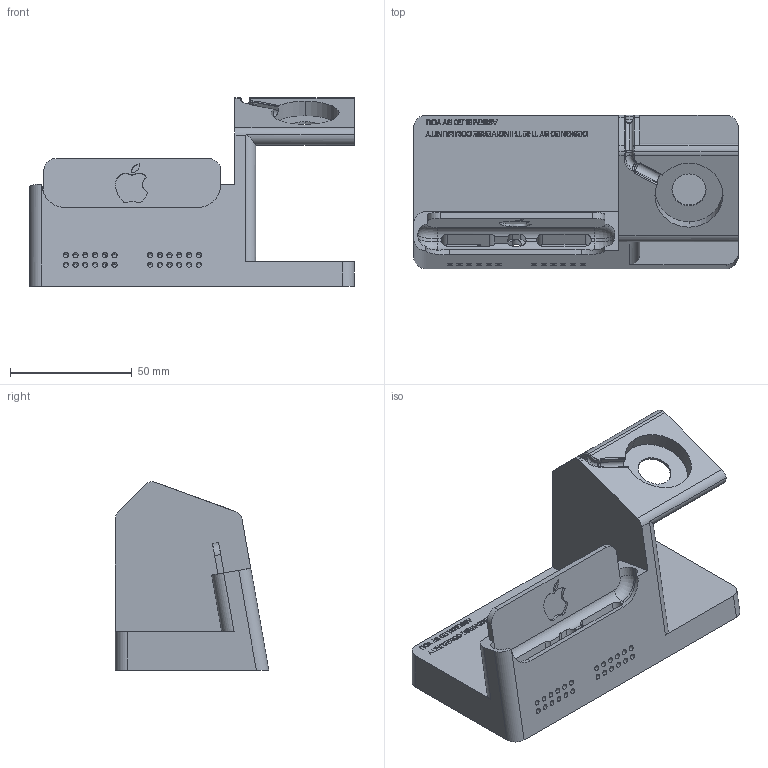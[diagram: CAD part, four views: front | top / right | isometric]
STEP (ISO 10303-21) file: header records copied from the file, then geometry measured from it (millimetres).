
FILE_DESCRIPTION (( 'STEP AP203' ), '1' );
FILE_NAME ('iPhone 6s Dock + Watch Station_MARKII.STEP', '2017-10-15T23:12:42', ( '' ), ( '' ), 'SwSTEP 2.0', 'SolidWorks 2016', '' );
FILE_SCHEMA (( 'CONFIG_CONTROL_DESIGN' ));
Length unit declared in the file: millimetre
Products named in the file (1): iPhone 6s Dock + Watch Station_MARKII
Bounding box: 133.3 x 63 x 77.34 mm (x, y, z)
Volume: 163939.7 mm3; surface area: 44422 mm2
Topology: 1 solids, 1 shells, 944 faces, 2565 edges, 1673 vertices
Faces by surface type: plane 531, bspline 221, cylinder 155, torus 34, cone 3
Entity records: 40690 total; most frequent: CARTESIAN_POINT 18172, ORIENTED_EDGE 5122, DIRECTION 3812, EDGE_CURVE 2561, VECTOR 1738, LINE 1738, VERTEX_POINT 1673, EDGE_LOOP 1046
